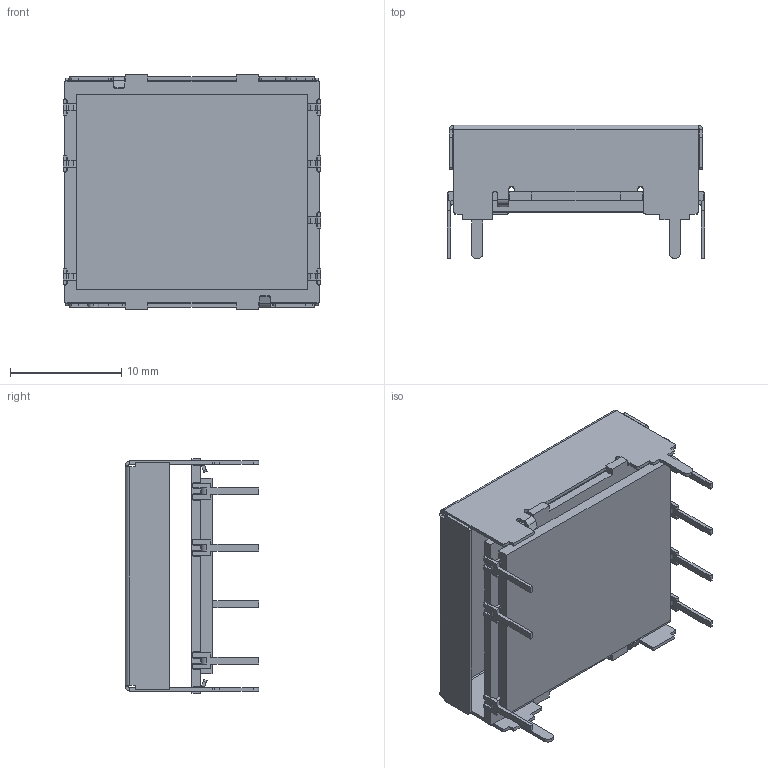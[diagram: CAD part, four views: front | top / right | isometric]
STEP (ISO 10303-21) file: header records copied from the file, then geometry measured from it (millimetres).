
FILE_DESCRIPTION (( 'STEP AP214' ), '1' );
FILE_NAME ('cc6-f-e_outline.STEP', '2016-08-30T02:36:12', ( 'tluser' ), ( 'Microsoft' ), 'SwSTEP 2.0', 'SolidWorks 2013', '' );
FILE_SCHEMA (( 'AUTOMOTIVE_DESIGN' ));
Length unit declared in the file: millimetre
Products named in the file (1): cc6-f-e_outline
Bounding box: 23.16 x 12 x 21.1 mm (x, y, z)
Volume: 1017 mm3; surface area: 3053.3 mm2
Topology: 1 solids, 1 shells, 414 faces, 1328 edges, 862 vertices
Faces by surface type: plane 301, cylinder 113
Entity records: 19366 total; most frequent: CARTESIAN_POINT 2752, ORIENTED_EDGE 2656, DIRECTION 2454, EDGE_CURVE 1328, VECTOR 990, LINE 990, VERTEX_POINT 862, AXIS2_PLACEMENT_3D 732
